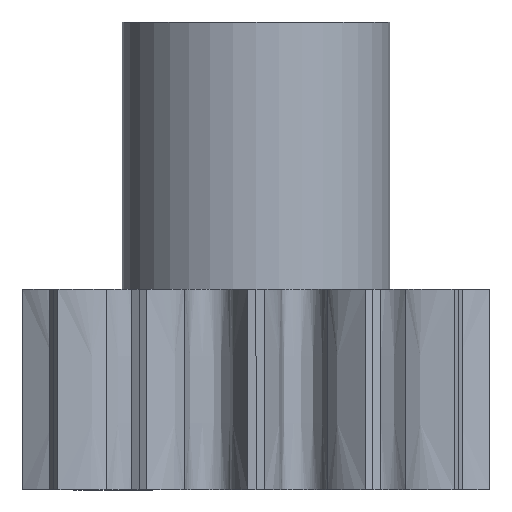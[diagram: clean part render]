
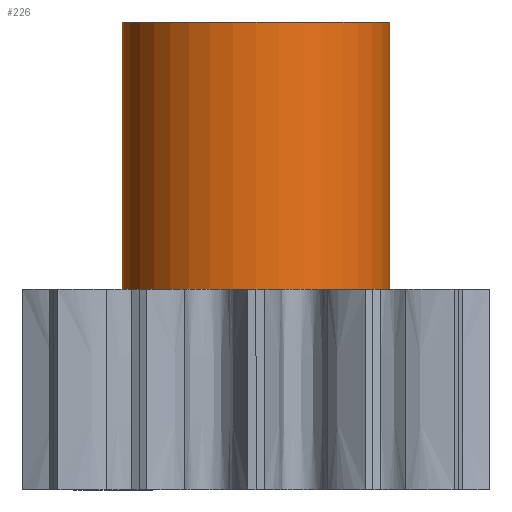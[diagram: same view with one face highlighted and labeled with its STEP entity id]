
A CAD part, front view. The second image highlights one B-rep face of the part: STEP entity #226.
In plain terms, the highlighted cylindrical face has radius 2 mm (diameter 4 mm), a partial arc.
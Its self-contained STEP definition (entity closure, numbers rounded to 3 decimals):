
#218 = EDGE_LOOP ( 'NONE', ( #232, #273, #263, #271 ) ) ;
#225 = EDGE_CURVE ( 'NONE', #636, #637, #2185, .T. ) ;
#226 = ADVANCED_FACE ( 'NONE', ( #2283 ), #2274, .T. ) ;
#232 = ORIENTED_EDGE ( 'NONE', *, *, #628, .F. ) ;
#263 = ORIENTED_EDGE ( 'NONE', *, *, #519, .T. ) ;
#271 = ORIENTED_EDGE ( 'NONE', *, *, #415, .T. ) ;
#273 = ORIENTED_EDGE ( 'NONE', *, *, #225, .F. ) ;
#415 = EDGE_CURVE ( 'NONE', #633, #630, #3804, .T. ) ;
#519 = EDGE_CURVE ( 'NONE', #636, #633, #2689, .T. ) ;
#628 = EDGE_CURVE ( 'NONE', #637, #630, #3361, .T. ) ;
#630 = VERTEX_POINT ( 'NONE', #3493 ) ;
#633 = VERTEX_POINT ( 'NONE', #3495 ) ;
#636 = VERTEX_POINT ( 'NONE', #3397 ) ;
#637 = VERTEX_POINT ( 'NONE', #3363 ) ;
#2177 = DIRECTION ( 'NONE',  ( -1., 0., 0. ) ) ;
#2178 = DIRECTION ( 'NONE',  ( 0., 0., -1. ) ) ;
#2179 = CARTESIAN_POINT ( 'NONE',  ( 0., 0., 5.5 ) ) ;
#2181 = DIRECTION ( 'NONE',  ( 1., 0., 0. ) ) ;
#2182 = DIRECTION ( 'NONE',  ( 0., 0., 1. ) ) ;
#2183 = CARTESIAN_POINT ( 'NONE',  ( 0., 0., 5.5 ) ) ;
#2184 = AXIS2_PLACEMENT_3D ( 'NONE', #2183, #2182, #2181 ) ;
#2185 = CIRCLE ( 'NONE', #2184, 2. ) ;
#2274 = CYLINDRICAL_SURFACE ( 'NONE', #2280, 2. ) ;
#2280 = AXIS2_PLACEMENT_3D ( 'NONE', #2179, #2178, #2177 ) ;
#2283 = FACE_OUTER_BOUND ( 'NONE', #218, .T. ) ;
#2622 = DIRECTION ( 'NONE',  ( 0., 0., -1. ) ) ;
#2679 = VECTOR ( 'NONE', #2622, 1000. ) ;
#2688 = CARTESIAN_POINT ( 'NONE',  ( -2., 0., 5.5 ) ) ;
#2689 = LINE ( 'NONE', #2688, #2679 ) ;
#3361 = LINE ( 'NONE', #3500, #3497 ) ;
#3363 = CARTESIAN_POINT ( 'NONE',  ( 2., 0., 5.5 ) ) ;
#3397 = CARTESIAN_POINT ( 'NONE',  ( -2., 0., 5.5 ) ) ;
#3493 = CARTESIAN_POINT ( 'NONE',  ( 2., 0., 1.5 ) ) ;
#3495 = CARTESIAN_POINT ( 'NONE',  ( -2., 0., 1.5 ) ) ;
#3497 = VECTOR ( 'NONE', #3499, 1000. ) ;
#3499 = DIRECTION ( 'NONE',  ( 0., 0., -1. ) ) ;
#3500 = CARTESIAN_POINT ( 'NONE',  ( 2., 0., 5.5 ) ) ;
#3802 = AXIS2_PLACEMENT_3D ( 'NONE', #3832, #3827, #3826 ) ;
#3804 = CIRCLE ( 'NONE', #3802, 2. ) ;
#3826 = DIRECTION ( 'NONE',  ( 1., 0., 0. ) ) ;
#3827 = DIRECTION ( 'NONE',  ( 0., 0., 1. ) ) ;
#3832 = CARTESIAN_POINT ( 'NONE',  ( 0., 0., 1.5 ) ) ;
